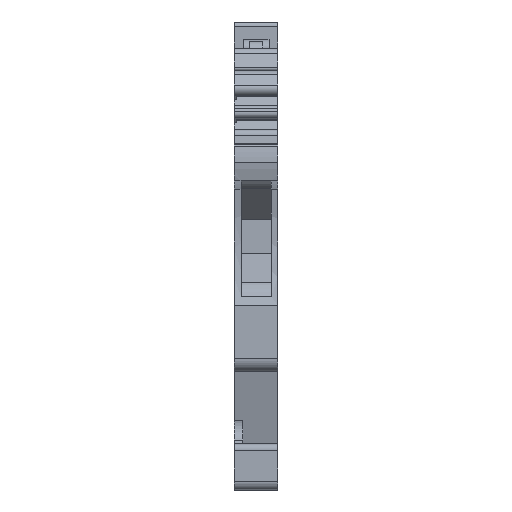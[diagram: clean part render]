
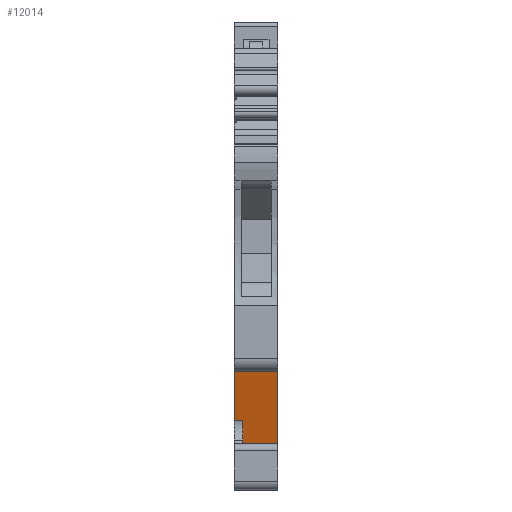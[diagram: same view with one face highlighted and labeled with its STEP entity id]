
A CAD part, left-side view. The second image highlights one B-rep face of the part: STEP entity #12014.
In plain terms, the highlighted planar face has unit normal (-0.963, 0, -0.27).
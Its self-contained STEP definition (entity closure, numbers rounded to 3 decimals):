
#1034=ORIENTED_EDGE('',*,*,#3524,.F.);
#1035=ORIENTED_EDGE('',*,*,#3525,.F.);
#1036=ORIENTED_EDGE('',*,*,#3526,.T.);
#1037=ORIENTED_EDGE('',*,*,#3527,.T.);
#1038=ORIENTED_EDGE('',*,*,#3405,.F.);
#1039=ORIENTED_EDGE('',*,*,#3523,.F.);
#3405=EDGE_CURVE('',#4650,#4651,#5533,.T.);
#3523=EDGE_CURVE('',#4761,#4650,#5608,.T.);
#3524=EDGE_CURVE('',#4762,#4761,#5609,.T.);
#3525=EDGE_CURVE('',#4763,#4762,#5610,.T.);
#3526=EDGE_CURVE('',#4763,#4764,#5611,.T.);
#3527=EDGE_CURVE('',#4764,#4651,#5612,.T.);
#4650=VERTEX_POINT('',#16345);
#4651=VERTEX_POINT('',#16347);
#4761=VERTEX_POINT('',#16580);
#4762=VERTEX_POINT('',#16584);
#4763=VERTEX_POINT('',#16586);
#4764=VERTEX_POINT('',#16588);
#5533=LINE('',#16346,#6580);
#5608=LINE('',#16581,#6655);
#5609=LINE('',#16583,#6656);
#5610=LINE('',#16585,#6657);
#5611=LINE('',#16587,#6658);
#5612=LINE('',#16589,#6659);
#6580=VECTOR('',#13683,1000.);
#6655=VECTOR('',#13856,1000.);
#6656=VECTOR('',#13859,1000.);
#6657=VECTOR('',#13860,1000.);
#6658=VECTOR('',#13861,1000.);
#6659=VECTOR('',#13862,1000.);
#7426=EDGE_LOOP('',(#1034,#1035,#1036,#1037,#1038,#1039));
#7929=FACE_BOUND('',#7426,.T.);
#8413=PLANE('',#12587);
#12014=ADVANCED_FACE('',(#7929),#8413,.T.);
#12587=AXIS2_PLACEMENT_3D('',#16582,#13857,#13858);
#13683=DIRECTION('',(0.27,0.,-0.963));
#13856=DIRECTION('',(0.,-1.,0.));
#13857=DIRECTION('',(-0.963,0.,-0.27));
#13858=DIRECTION('',(-0.27,0.,0.963));
#13859=DIRECTION('',(-0.27,0.,0.963));
#13860=DIRECTION('',(0.,1.,0.));
#13861=DIRECTION('',(0.27,0.,-0.963));
#13862=DIRECTION('',(0.,-1.,0.));
#16345=CARTESIAN_POINT('',(-32.278,-5.,-11.7));
#16346=CARTESIAN_POINT('',(-28.762,-5.,-24.25));
#16347=CARTESIAN_POINT('',(-28.94,-5.,-23.615));
#16580=CARTESIAN_POINT('',(-32.278,0.,-11.7));
#16581=CARTESIAN_POINT('',(-32.278,75.12,-11.7));
#16582=CARTESIAN_POINT('',(-28.762,75.12,-24.25));
#16583=CARTESIAN_POINT('',(-25.554,0.,-35.702));
#16584=CARTESIAN_POINT('',(-30.703,0.,-17.319));
#16585=CARTESIAN_POINT('',(-30.703,-1.,-17.319));
#16586=CARTESIAN_POINT('',(-30.703,-1.,-17.319));
#16587=CARTESIAN_POINT('',(-30.303,-1.,-18.75));
#16588=CARTESIAN_POINT('',(-28.94,-1.,-23.615));
#16589=CARTESIAN_POINT('',(-28.94,-5.,-23.615));
